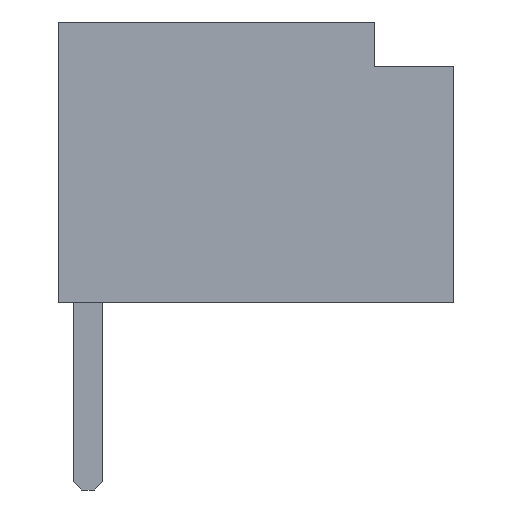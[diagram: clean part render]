
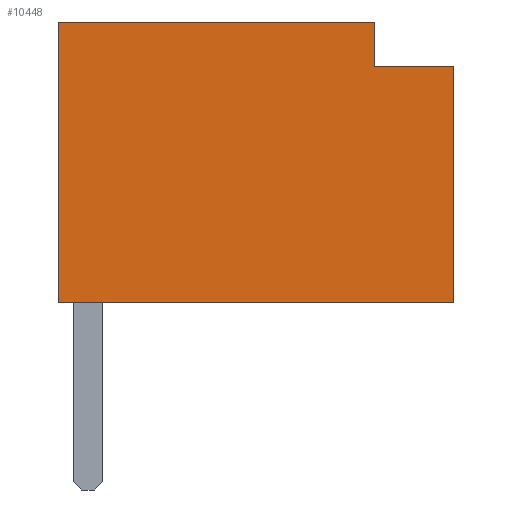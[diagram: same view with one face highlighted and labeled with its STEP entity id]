
A CAD part, left-side view. The second image highlights one B-rep face of the part: STEP entity #10448.
In plain terms, the highlighted planar face has unit normal (-1, 0, 0).
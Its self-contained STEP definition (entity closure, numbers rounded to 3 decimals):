
#199 = ORIENTED_EDGE ( 'NONE', *, *, #13451, .T. ) ;
#449 = AXIS2_PLACEMENT_3D ( 'NONE', #12398, #14219, #8515 ) ;
#645 = VECTOR ( 'NONE', #1100, 1000. ) ;
#927 = CARTESIAN_POINT ( 'NONE',  ( -5.325, 0.35, 0. ) ) ;
#1100 = DIRECTION ( 'NONE',  ( 0., 1., 0. ) ) ;
#1185 = FACE_OUTER_BOUND ( 'NONE', #10054, .T. ) ;
#1386 = LINE ( 'NONE', #16221, #20760 ) ;
#1816 = ORIENTED_EDGE ( 'NONE', *, *, #15658, .F. ) ;
#2062 = VERTEX_POINT ( 'NONE', #20384 ) ;
#2068 = VECTOR ( 'NONE', #12235, 1000. ) ;
#2453 = ORIENTED_EDGE ( 'NONE', *, *, #9493, .T. ) ;
#3763 = ORIENTED_EDGE ( 'NONE', *, *, #14894, .T. ) ;
#4988 = LINE ( 'NONE', #14068, #9922 ) ;
#5420 = ORIENTED_EDGE ( 'NONE', *, *, #20903, .T. ) ;
#7005 = VERTEX_POINT ( 'NONE', #8326 ) ;
#7136 = CARTESIAN_POINT ( 'NONE',  ( -5.325, 0.35, 3.3 ) ) ;
#7146 = DIRECTION ( 'NONE',  ( 0., -1., 0. ) ) ;
#7549 = VERTEX_POINT ( 'NONE', #927 ) ;
#7609 = ORIENTED_EDGE ( 'NONE', *, *, #18686, .F. ) ;
#8326 = CARTESIAN_POINT ( 'NONE',  ( -5.325, -4.3, 2.779 ) ) ;
#8370 = DIRECTION ( 'NONE',  ( 0., -1., 0. ) ) ;
#8515 = DIRECTION ( 'NONE',  ( 0., 0., -1. ) ) ;
#9493 = EDGE_CURVE ( 'NONE', #13927, #2062, #11538, .T. ) ;
#9792 = CARTESIAN_POINT ( 'NONE',  ( -5.325, -4.3, 2.779 ) ) ;
#9922 = VECTOR ( 'NONE', #8370, 1000. ) ;
#9924 = VERTEX_POINT ( 'NONE', #20544 ) ;
#10054 = EDGE_LOOP ( 'NONE', ( #3763, #2453, #1816, #5420, #199, #7609 ) ) ;
#10448 = ADVANCED_FACE ( 'NONE', ( #1185 ), #12628, .F. ) ;
#11538 = LINE ( 'NONE', #13590, #12703 ) ;
#11708 = LINE ( 'NONE', #9792, #645 ) ;
#12235 = DIRECTION ( 'NONE',  ( 0., 0., -1. ) ) ;
#12398 = CARTESIAN_POINT ( 'NONE',  ( -5.325, -4.3, 3.3 ) ) ;
#12628 = PLANE ( 'NONE',  #449 ) ;
#12703 = VECTOR ( 'NONE', #17063, 1000. ) ;
#13451 = EDGE_CURVE ( 'NONE', #7549, #18037, #4988, .T. ) ;
#13590 = CARTESIAN_POINT ( 'NONE',  ( -5.325, -3.367, 3.3 ) ) ;
#13927 = VERTEX_POINT ( 'NONE', #21361 ) ;
#14068 = CARTESIAN_POINT ( 'NONE',  ( -5.325, -4.3, 0. ) ) ;
#14219 = DIRECTION ( 'NONE',  ( 1., 0., 0. ) ) ;
#14894 = EDGE_CURVE ( 'NONE', #7005, #13927, #11708, .T. ) ;
#15658 = EDGE_CURVE ( 'NONE', #9924, #2062, #16331, .T. ) ;
#15968 = DIRECTION ( 'NONE',  ( 0., 0., -1. ) ) ;
#16221 = CARTESIAN_POINT ( 'NONE',  ( -5.325, -4.3, 3.3 ) ) ;
#16331 = LINE ( 'NONE', #23555, #21791 ) ;
#17063 = DIRECTION ( 'NONE',  ( 0., 0., 1. ) ) ;
#17977 = LINE ( 'NONE', #7136, #2068 ) ;
#18037 = VERTEX_POINT ( 'NONE', #18577 ) ;
#18577 = CARTESIAN_POINT ( 'NONE',  ( -5.325, -4.3, 0. ) ) ;
#18686 = EDGE_CURVE ( 'NONE', #7005, #18037, #1386, .T. ) ;
#20384 = CARTESIAN_POINT ( 'NONE',  ( -5.325, -3.367, 3.3 ) ) ;
#20544 = CARTESIAN_POINT ( 'NONE',  ( -5.325, 0.35, 3.3 ) ) ;
#20760 = VECTOR ( 'NONE', #15968, 1000. ) ;
#20903 = EDGE_CURVE ( 'NONE', #9924, #7549, #17977, .T. ) ;
#21361 = CARTESIAN_POINT ( 'NONE',  ( -5.325, -3.367, 2.779 ) ) ;
#21791 = VECTOR ( 'NONE', #7146, 1000. ) ;
#23555 = CARTESIAN_POINT ( 'NONE',  ( -5.325, -4.3, 3.3 ) ) ;
